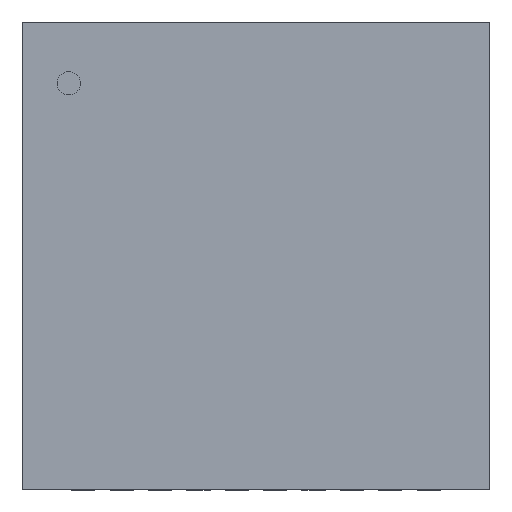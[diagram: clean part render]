
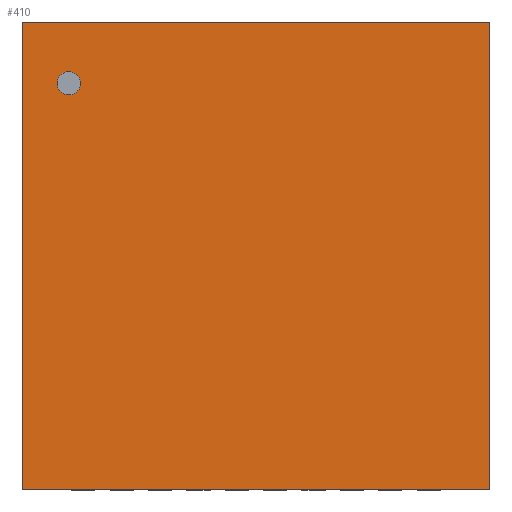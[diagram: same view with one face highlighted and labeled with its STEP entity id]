
A CAD part, top view. The second image highlights one B-rep face of the part: STEP entity #410.
In plain terms, the highlighted planar face has unit normal (0, 0, 1).
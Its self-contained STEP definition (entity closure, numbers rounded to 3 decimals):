
#289 = VERTEX_POINT('',#290);
#290 = CARTESIAN_POINT('',(3.048,-3.048,0.813));
#296 = EDGE_CURVE('',#297,#289,#299,.T.);
#297 = VERTEX_POINT('',#298);
#298 = CARTESIAN_POINT('',(-3.048,-3.048,0.813));
#299 = LINE('',#300,#301);
#300 = CARTESIAN_POINT('',(-3.048,-3.048,0.813));
#301 = VECTOR('',#302,1.);
#302 = DIRECTION('',(1.,0.,0.));
#327 = VERTEX_POINT('',#328);
#328 = CARTESIAN_POINT('',(3.048,3.048,0.813));
#334 = EDGE_CURVE('',#289,#327,#335,.T.);
#335 = LINE('',#336,#337);
#336 = CARTESIAN_POINT('',(3.048,-3.048,0.813));
#337 = VECTOR('',#338,1.);
#338 = DIRECTION('',(0.,1.,0.));
#358 = VERTEX_POINT('',#359);
#359 = CARTESIAN_POINT('',(-3.048,3.048,0.813));
#365 = EDGE_CURVE('',#327,#358,#366,.T.);
#366 = LINE('',#367,#368);
#367 = CARTESIAN_POINT('',(3.048,3.048,0.813));
#368 = VECTOR('',#369,1.);
#369 = DIRECTION('',(-1.,0.,0.));
#387 = EDGE_CURVE('',#358,#297,#388,.T.);
#388 = LINE('',#389,#390);
#389 = CARTESIAN_POINT('',(-3.048,3.048,0.813));
#390 = VECTOR('',#391,1.);
#391 = DIRECTION('',(0.,-1.,0.));
#410 = ADVANCED_FACE('',(#411),#417,.T.);
#411 = FACE_BOUND('',#412,.T.);
#412 = EDGE_LOOP('',(#413,#414,#415,#416));
#413 = ORIENTED_EDGE('',*,*,#296,.T.);
#414 = ORIENTED_EDGE('',*,*,#334,.T.);
#415 = ORIENTED_EDGE('',*,*,#365,.T.);
#416 = ORIENTED_EDGE('',*,*,#387,.T.);
#417 = PLANE('',#418);
#418 = AXIS2_PLACEMENT_3D('',#419,#420,#421);
#419 = CARTESIAN_POINT('',(-3.048,-3.048,0.813));
#420 = DIRECTION('',(0.,0.,1.));
#421 = DIRECTION('',(0.,1.,0.));
